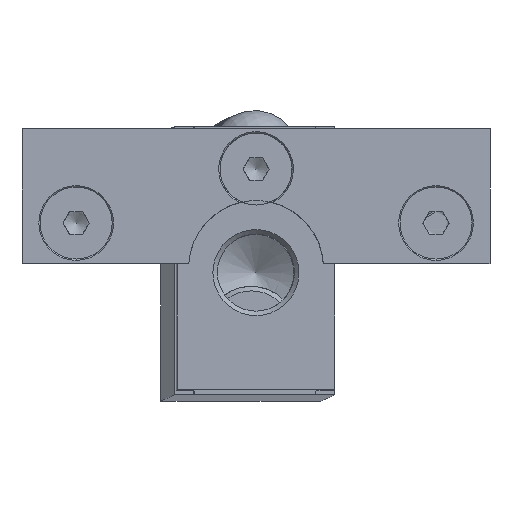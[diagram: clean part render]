
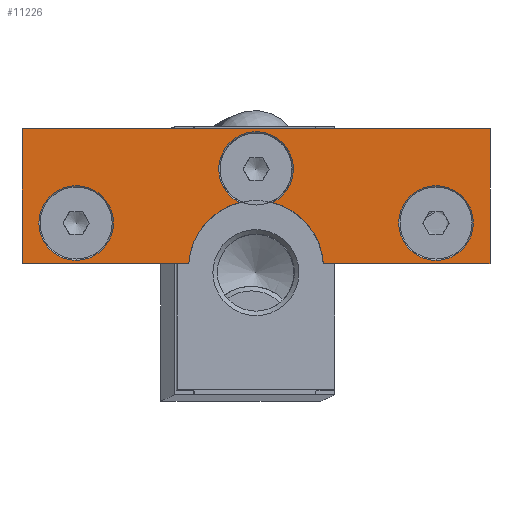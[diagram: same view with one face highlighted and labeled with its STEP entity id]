
A CAD part, top view. The second image highlights one B-rep face of the part: STEP entity #11226.
In plain terms, the highlighted planar face has unit normal (0.004, 0, 1).
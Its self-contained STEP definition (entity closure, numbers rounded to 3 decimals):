
#342=FACE_BOUND('',#2735,.T.);
#343=FACE_BOUND('',#2736,.T.);
#563=PLANE('',#12349);
#908=LINE('',#19224,#1394);
#909=LINE('',#19226,#1395);
#910=LINE('',#19228,#1396);
#911=LINE('',#19230,#1397);
#912=LINE('',#19231,#1398);
#1394=VECTOR('',#14837,10.);
#1395=VECTOR('',#14838,10.);
#1396=VECTOR('',#14839,10.);
#1397=VECTOR('',#14840,10.);
#1398=VECTOR('',#14841,10.);
#2142=FACE_OUTER_BOUND('',#2734,.T.);
#2734=EDGE_LOOP('',(#8391,#8392,#8393,#8394,#8395,#8396,#8397,#8398));
#2735=EDGE_LOOP('',(#8399));
#2736=EDGE_LOOP('',(#8400));
#3593=CIRCLE('',#12316,7.5);
#3595=CIRCLE('',#12318,7.5);
#3609=CIRCLE('',#12348,4.15);
#3610=CIRCLE('',#12350,4.15);
#3611=CIRCLE('',#12351,4.15);
#4686=VERTEX_POINT('',#19089);
#4687=VERTEX_POINT('',#19094);
#4690=VERTEX_POINT('',#19100);
#4691=VERTEX_POINT('',#19102);
#4727=VERTEX_POINT('',#19218);
#4728=VERTEX_POINT('',#19223);
#4729=VERTEX_POINT('',#19225);
#4730=VERTEX_POINT('',#19227);
#4731=VERTEX_POINT('',#19229);
#4732=VERTEX_POINT('',#19232);
#6085=EDGE_CURVE('',#4687,#4686,#3593,.T.);
#6089=EDGE_CURVE('',#4691,#4690,#3595,.T.);
#6136=EDGE_CURVE('',#4727,#4727,#3609,.T.);
#6138=EDGE_CURVE('',#4691,#4686,#3610,.T.);
#6139=EDGE_CURVE('',#4690,#4728,#908,.T.);
#6140=EDGE_CURVE('',#4728,#4729,#909,.T.);
#6141=EDGE_CURVE('',#4729,#4730,#910,.T.);
#6142=EDGE_CURVE('',#4730,#4731,#911,.T.);
#6143=EDGE_CURVE('',#4731,#4687,#912,.T.);
#6144=EDGE_CURVE('',#4732,#4732,#3611,.T.);
#8391=ORIENTED_EDGE('',*,*,#6138,.F.);
#8392=ORIENTED_EDGE('',*,*,#6089,.T.);
#8393=ORIENTED_EDGE('',*,*,#6139,.T.);
#8394=ORIENTED_EDGE('',*,*,#6140,.T.);
#8395=ORIENTED_EDGE('',*,*,#6141,.T.);
#8396=ORIENTED_EDGE('',*,*,#6142,.T.);
#8397=ORIENTED_EDGE('',*,*,#6143,.T.);
#8398=ORIENTED_EDGE('',*,*,#6085,.T.);
#8399=ORIENTED_EDGE('',*,*,#6144,.F.);
#8400=ORIENTED_EDGE('',*,*,#6136,.F.);
#11226=ADVANCED_FACE('',(#2142,#342,#343),#563,.T.);
#12316=AXIS2_PLACEMENT_3D('',#19095,#14739,#14740);
#12318=AXIS2_PLACEMENT_3D('',#19103,#14745,#14746);
#12348=AXIS2_PLACEMENT_3D('',#19219,#14830,#14831);
#12349=AXIS2_PLACEMENT_3D('',#19221,#14833,#14834);
#12350=AXIS2_PLACEMENT_3D('',#19222,#14835,#14836);
#12351=AXIS2_PLACEMENT_3D('',#19233,#14842,#14843);
#14739=DIRECTION('center_axis',(-0.004,0.,
-1.));
#14740=DIRECTION('ref_axis',(0.998,0.067,-0.004));
#14745=DIRECTION('center_axis',(-0.004,0.,
-1.));
#14746=DIRECTION('ref_axis',(0.998,0.067,-0.004));
#14830=DIRECTION('center_axis',(0.004,0.,
1.));
#14831=DIRECTION('ref_axis',(-1.,0.,0.004));
#14833=DIRECTION('center_axis',(0.004,0.,
1.));
#14834=DIRECTION('ref_axis',(1.,0.,-0.004));
#14835=DIRECTION('center_axis',(0.004,0.,
1.));
#14836=DIRECTION('ref_axis',(-1.,0.,0.004));
#14837=DIRECTION('',(1.,0.,-0.004));
#14838=DIRECTION('',(0.,1.,0.));
#14839=DIRECTION('',(-1.,0.,0.004));
#14840=DIRECTION('',(0.,-1.,0.));
#14841=DIRECTION('',(1.,0.,-0.004));
#14842=DIRECTION('center_axis',(0.004,0.,
1.));
#14843=DIRECTION('ref_axis',(-1.,0.,0.004));
#19089=CARTESIAN_POINT('',(-27.018,14.87,140.577));
#19094=CARTESIAN_POINT('',(-32.674,8.096,140.599));
#19095=CARTESIAN_POINT('Origin',(-25.191,7.596,140.57));
#19100=CARTESIAN_POINT('',(-17.708,8.096,140.542));
#19102=CARTESIAN_POINT('',(-23.363,14.87,140.564));
#19103=CARTESIAN_POINT('Origin',(-25.191,7.596,140.57));
#19218=CARTESIAN_POINT('',(-1.041,12.596,140.479));
#19219=CARTESIAN_POINT('Origin',(-5.191,12.596,140.495));
#19221=CARTESIAN_POINT('Origin',(-25.191,16.045,140.57));
#19222=CARTESIAN_POINT('Origin',(-25.191,18.596,140.57));
#19223=CARTESIAN_POINT('',(0.809,8.096,140.472));
#19224=CARTESIAN_POINT('',(0.809,8.096,140.472));
#19225=CARTESIAN_POINT('',(0.809,23.096,140.472));
#19226=CARTESIAN_POINT('',(0.809,23.096,140.472));
#19227=CARTESIAN_POINT('',(-51.191,23.096,140.669));
#19228=CARTESIAN_POINT('',(-51.191,23.096,140.669));
#19229=CARTESIAN_POINT('',(-51.191,8.096,140.669));
#19230=CARTESIAN_POINT('',(-51.191,8.096,140.669));
#19231=CARTESIAN_POINT('',(-32.674,8.096,140.599));
#19232=CARTESIAN_POINT('',(-41.041,12.596,140.63));
#19233=CARTESIAN_POINT('Origin',(-45.191,12.596,140.646));
